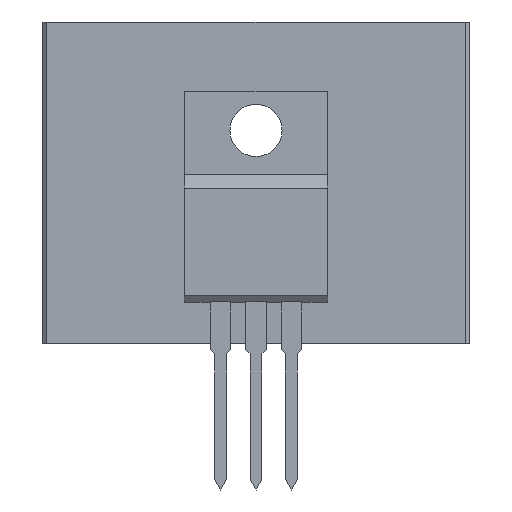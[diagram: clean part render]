
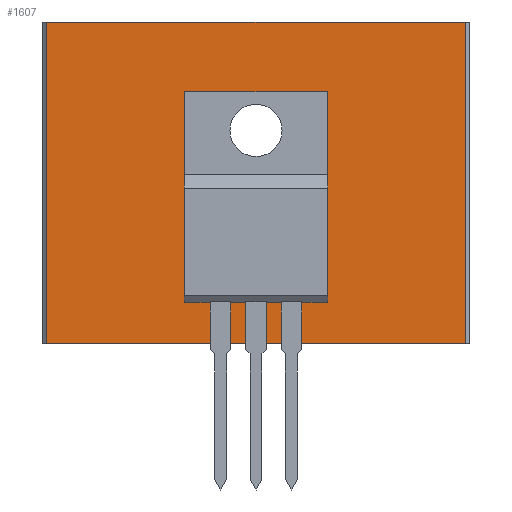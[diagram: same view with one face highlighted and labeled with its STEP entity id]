
A CAD part, front view. The second image highlights one B-rep face of the part: STEP entity #1607.
In plain terms, the highlighted planar face has unit normal (0, -1, 0).
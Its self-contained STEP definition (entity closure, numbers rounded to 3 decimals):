
#13 = LINE ( 'NONE', #750, #824 ) ;
#78 = ORIENTED_EDGE ( 'NONE', *, *, #275, .T. ) ;
#85 = CARTESIAN_POINT ( 'NONE',  ( 17.54, 3.16, 23.775 ) ) ;
#191 = CARTESIAN_POINT ( 'NONE',  ( 0., 3.16, 0.775 ) ) ;
#192 = CARTESIAN_POINT ( 'NONE',  ( 0., 3.16, 23.775 ) ) ;
#232 = VECTOR ( 'NONE', #1671, 1000. ) ;
#244 = EDGE_CURVE ( 'NONE', #1677, #1638, #13, .T. ) ;
#247 = CARTESIAN_POINT ( 'NONE',  ( 2.54, 3.16, 16.005 ) ) ;
#273 = CARTESIAN_POINT ( 'NONE',  ( 0.673, 3.16, 16.005 ) ) ;
#275 = EDGE_CURVE ( 'NONE', #1638, #1953, #1108, .T. ) ;
#281 = ORIENTED_EDGE ( 'NONE', *, *, #916, .F. ) ;
#342 = DIRECTION ( 'NONE',  ( 0., -1., 0. ) ) ;
#380 = DIRECTION ( 'NONE',  ( 0., 1., 0. ) ) ;
#446 = LINE ( 'NONE', #85, #2040 ) ;
#526 = DIRECTION ( 'NONE',  ( 1., 0., 0. ) ) ;
#565 = PLANE ( 'NONE',  #2087 ) ;
#574 = FACE_BOUND ( 'NONE', #1301, .T. ) ;
#610 = CARTESIAN_POINT ( 'NONE',  ( -12.46, 3.16, 23.775 ) ) ;
#625 = EDGE_CURVE ( 'NONE', #2065, #1953, #446, .T. ) ;
#750 = CARTESIAN_POINT ( 'NONE',  ( -12.46, 3.16, 23.775 ) ) ;
#824 = VECTOR ( 'NONE', #2248, 1000. ) ;
#848 = DIRECTION ( 'NONE',  ( 0., 0., -1. ) ) ;
#916 = EDGE_CURVE ( 'NONE', #2044, #1774, #1238, .T. ) ;
#922 = DIRECTION ( 'NONE',  ( 1., 0., 0. ) ) ;
#932 = LINE ( 'NONE', #192, #232 ) ;
#962 = DIRECTION ( 'NONE',  ( 1., 0., 0. ) ) ;
#1102 = EDGE_LOOP ( 'NONE', ( #2120, #78, #1692, #1589 ) ) ;
#1108 = LINE ( 'NONE', #191, #1139 ) ;
#1139 = VECTOR ( 'NONE', #922, 1000. ) ;
#1181 = ORIENTED_EDGE ( 'NONE', *, *, #2285, .F. ) ;
#1238 = CIRCLE ( 'NONE', #2311, 1.867 ) ;
#1240 = CIRCLE ( 'NONE', #1282, 1.867 ) ;
#1282 = AXIS2_PLACEMENT_3D ( 'NONE', #2036, #342, #526 ) ;
#1301 = EDGE_LOOP ( 'NONE', ( #1181, #281 ) ) ;
#1325 = DIRECTION ( 'NONE',  ( -1., 0., 0. ) ) ;
#1589 = ORIENTED_EDGE ( 'NONE', *, *, #1907, .F. ) ;
#1607 = ADVANCED_FACE ( 'NONE', ( #574, #1873 ), #565, .F. ) ;
#1638 = VERTEX_POINT ( 'NONE', #1703 ) ;
#1671 = DIRECTION ( 'NONE',  ( 1., 0., 0. ) ) ;
#1677 = VERTEX_POINT ( 'NONE', #610 ) ;
#1692 = ORIENTED_EDGE ( 'NONE', *, *, #625, .F. ) ;
#1696 = DIRECTION ( 'NONE',  ( 0., -1., 0. ) ) ;
#1703 = CARTESIAN_POINT ( 'NONE',  ( -12.46, 3.16, 0.775 ) ) ;
#1774 = VERTEX_POINT ( 'NONE', #2322 ) ;
#1873 = FACE_OUTER_BOUND ( 'NONE', #1102, .T. ) ;
#1907 = EDGE_CURVE ( 'NONE', #1677, #2065, #932, .T. ) ;
#1953 = VERTEX_POINT ( 'NONE', #2096 ) ;
#2036 = CARTESIAN_POINT ( 'NONE',  ( 2.54, 3.16, 16.005 ) ) ;
#2040 = VECTOR ( 'NONE', #848, 1000. ) ;
#2044 = VERTEX_POINT ( 'NONE', #273 ) ;
#2065 = VERTEX_POINT ( 'NONE', #2107 ) ;
#2073 = CARTESIAN_POINT ( 'NONE',  ( 0., 3.16, 23.775 ) ) ;
#2087 = AXIS2_PLACEMENT_3D ( 'NONE', #2073, #380, #1325 ) ;
#2096 = CARTESIAN_POINT ( 'NONE',  ( 17.54, 3.16, 0.775 ) ) ;
#2107 = CARTESIAN_POINT ( 'NONE',  ( 17.54, 3.16, 23.775 ) ) ;
#2120 = ORIENTED_EDGE ( 'NONE', *, *, #244, .T. ) ;
#2248 = DIRECTION ( 'NONE',  ( 0., 0., -1. ) ) ;
#2285 = EDGE_CURVE ( 'NONE', #1774, #2044, #1240, .T. ) ;
#2311 = AXIS2_PLACEMENT_3D ( 'NONE', #247, #1696, #962 ) ;
#2322 = CARTESIAN_POINT ( 'NONE',  ( 4.407, 3.16, 16.005 ) ) ;
